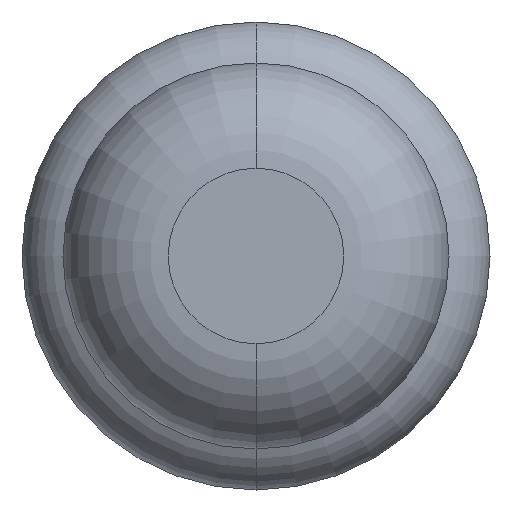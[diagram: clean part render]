
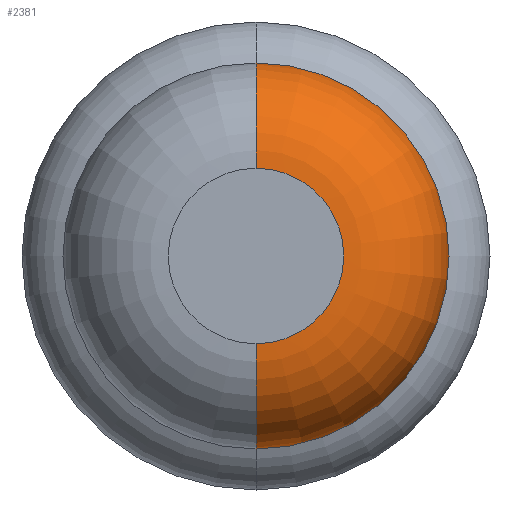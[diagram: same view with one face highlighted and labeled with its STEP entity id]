
A CAD part, front view. The second image highlights one B-rep face of the part: STEP entity #2381.
In plain terms, the highlighted toroidal (fillet/blend) face has major radius 0.375 mm and minor radius 0.45 mm.
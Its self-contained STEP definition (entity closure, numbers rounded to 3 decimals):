
#9 = CARTESIAN_POINT ( 'NONE',  ( 0., -23.55, -0.375 ) ) ;
#294 = CARTESIAN_POINT ( 'NONE',  ( 0., -23.55, -0.825 ) ) ;
#393 = CARTESIAN_POINT ( 'NONE',  ( 0., -23.55, 0.375 ) ) ;
#488 = EDGE_CURVE ( 'Defeature ausgef�hrt1_2+Defeature ausgef�hrt1_1+Defeature ausgef�hrt1_1+Defeature ausgef�hrt1_1', #3635, #776, #1265, .T. ) ;
#649 = DIRECTION ( 'NONE',  ( -1., 0., 0. ) ) ;
#673 = AXIS2_PLACEMENT_3D ( 'NONE', #393, #649, #998 ) ;
#684 = DIRECTION ( 'NONE',  ( 0., 1., 0. ) ) ;
#691 = CARTESIAN_POINT ( 'NONE',  ( 0., -23.55, 0.825 ) ) ;
#739 = ORIENTED_EDGE ( 'NONE', *, *, #488, .T. ) ;
#760 = EDGE_CURVE ( 'NONE', #3635, #3584, #2604, .T. ) ;
#776 = VERTEX_POINT ( 'NONE', #2358 ) ;
#787 = FACE_OUTER_BOUND ( 'NONE', #1147, .T. ) ;
#826 = ORIENTED_EDGE ( 'NONE', *, *, #1738, .T. ) ;
#928 = CIRCLE ( 'NONE', #1494, 0.45 ) ;
#954 = DIRECTION ( 'NONE',  ( 0., 0., 1. ) ) ;
#998 = DIRECTION ( 'NONE',  ( 0., 0., 1. ) ) ;
#1096 = DIRECTION ( 'NONE',  ( 0., 1., 0. ) ) ;
#1147 = EDGE_LOOP ( 'NONE', ( #739, #826, #1401, #2074 ) ) ;
#1265 = CIRCLE ( 'NONE', #2763, 0.375 ) ;
#1347 = DIRECTION ( 'NONE',  ( 0., 0., -1. ) ) ;
#1401 = ORIENTED_EDGE ( 'NONE', *, *, #4250, .F. ) ;
#1412 = AXIS2_PLACEMENT_3D ( 'NONE', #3124, #1497, #3861 ) ;
#1494 = AXIS2_PLACEMENT_3D ( 'NONE', #9, #2628, #1347 ) ;
#1497 = DIRECTION ( 'NONE',  ( 0., 1., 0. ) ) ;
#1738 = EDGE_CURVE ( 'NONE', #776, #2816, #928, .T. ) ;
#2047 = CARTESIAN_POINT ( 'NONE',  ( 0., -24., 0.375 ) ) ;
#2074 = ORIENTED_EDGE ( 'NONE', *, *, #760, .F. ) ;
#2085 = DIRECTION ( 'NONE',  ( 0., 0., 1. ) ) ;
#2358 = CARTESIAN_POINT ( 'NONE',  ( 0., -24., -0.375 ) ) ;
#2381 = ADVANCED_FACE ( 'Defeature ausgef�hrt1_2', ( #787 ), #3314, .T. ) ;
#2604 = CIRCLE ( 'NONE', #673, 0.45 ) ;
#2628 = DIRECTION ( 'NONE',  ( 1., 0., 0. ) ) ;
#2763 = AXIS2_PLACEMENT_3D ( 'NONE', #2989, #684, #954 ) ;
#2816 = VERTEX_POINT ( 'NONE', #294 ) ;
#2989 = CARTESIAN_POINT ( 'NONE',  ( 0., -24., 0. ) ) ;
#3085 = CARTESIAN_POINT ( 'NONE',  ( 0., -23.55, 0. ) ) ;
#3124 = CARTESIAN_POINT ( 'NONE',  ( 0., -23.55, 0. ) ) ;
#3314 = TOROIDAL_SURFACE ( 'NONE', #3438, 0.375, 0.45 ) ;
#3438 = AXIS2_PLACEMENT_3D ( 'NONE', #3085, #1096, #2085 ) ;
#3584 = VERTEX_POINT ( 'NONE', #691 ) ;
#3635 = VERTEX_POINT ( 'NONE', #2047 ) ;
#3796 = CIRCLE ( 'NONE', #1412, 0.825 ) ;
#3861 = DIRECTION ( 'NONE',  ( 0., 0., 1. ) ) ;
#4250 = EDGE_CURVE ( 'Defeature ausgef�hrt1_3+Defeature ausgef�hrt1_2+Defeature ausgef�hrt1_2+Defeature ausgef�hrt1_2', #3584, #2816, #3796, .T. ) ;
